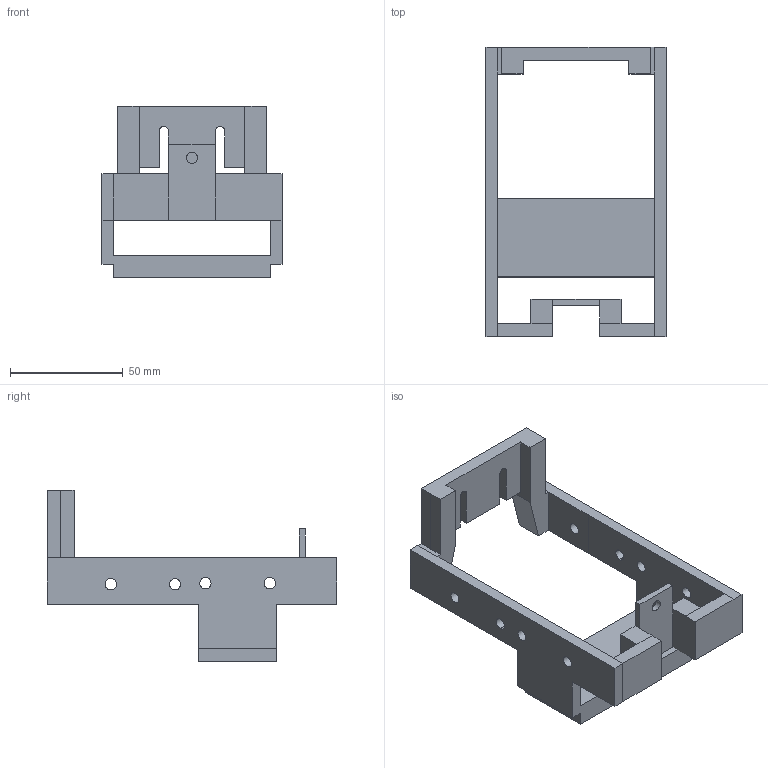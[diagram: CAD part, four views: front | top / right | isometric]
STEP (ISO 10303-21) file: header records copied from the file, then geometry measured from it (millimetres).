
FILE_DESCRIPTION(/* description */ (''),/* implementation_level */ '2;1');
FILE_NAME(/* name */ 'Horizontal LED Bracket no laser v1.step',/* time_stamp */ '2023-11-14T10:50:30-07:00',/* author */ (''),/* organization */ (''),/* preprocessor_version */ 'ST-DEVELOPER v20',/* originating_system */ 'Autodesk Translation Framework v12.14.0.127',/* authorisation */ '');
FILE_SCHEMA (('AUTOMOTIVE_DESIGN { 1 0 10303 214 3 1 1 }'));
Length unit declared in the file: millimetre
Products named in the file (1): Horizontal LED Bracket no laser
Bounding box: 80 x 128.78 x 76.35 mm (x, y, z)
Volume: 87252.6 mm3; surface area: 35581.1 mm2
Topology: 1 solids, 1 shells, 90 faces, 267 edges, 175 vertices
Faces by surface type: plane 77, cylinder 13
Full cylindrical faces by diameter (mm): 5 x7
Entity records: 3042 total; most frequent: ORIENTED_EDGE 534, CARTESIAN_POINT 533, DIRECTION 475, EDGE_CURVE 267, LINE 241, VECTOR 241, VERTEX_POINT 175, AXIS2_PLACEMENT_3D 117
